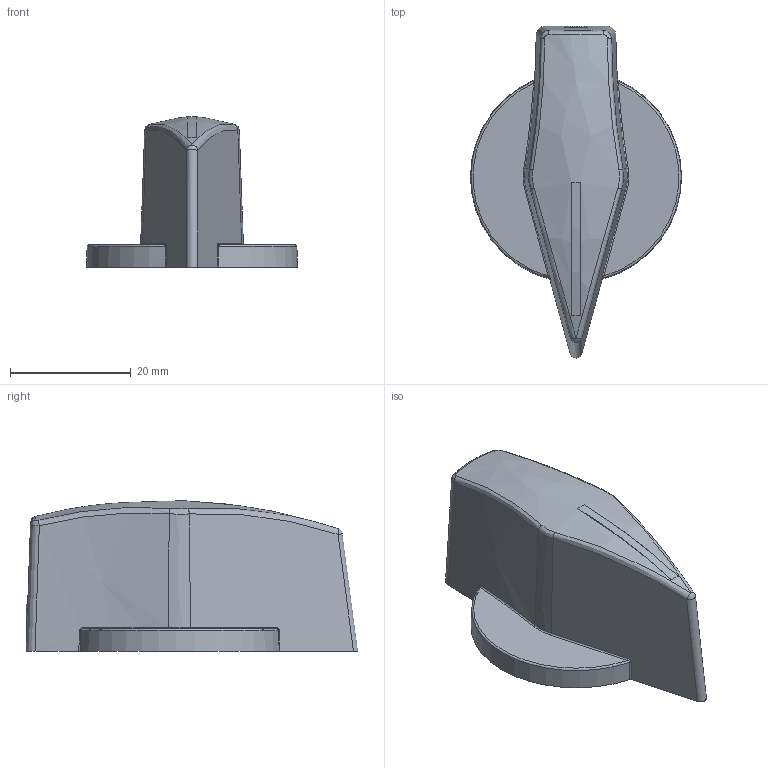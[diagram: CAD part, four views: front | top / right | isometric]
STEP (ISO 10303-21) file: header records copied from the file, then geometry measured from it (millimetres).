
FILE_DESCRIPTION( ( 'Unknown' ), '1' );
FILE_NAME( '6130015_MRI_55.stp', 'Unknown', ( 'Unknown' ), ( 'Unknown' ), 'PSStep 11.0', 'Unknown', ' ' );
FILE_SCHEMA( ( 'AUTOMOTIVE_DESIGN { 1 0 10303 214 1 1 1 1 }' ) );
Length unit declared in the file: millimetre
Products named in the file (2): 6130015
Bounding box: 35 x 55.01 x 24.95 mm (x, y, z)
Volume: 13597.6 mm3; surface area: 6847.9 mm2
Topology: 2 solids, 2 shells, 106 faces, 245 edges, 146 vertices
Faces by surface type: plane 41, cylinder 24, bspline 20, torus 9, cone 8, sphere 4
Full cylindrical faces by diameter (mm): 4 x2, 4.5 x2, 10 x1
Entity records: 5720 total; most frequent: CARTESIAN_POINT 2615, ORIENTED_EDGE 460, DIRECTION 449, EDGE_CURVE 230, AXIS2_PLACEMENT_3D 178, VERTEX_POINT 142, EDGE_LOOP 124, FACE_OUTER_BOUND 111
